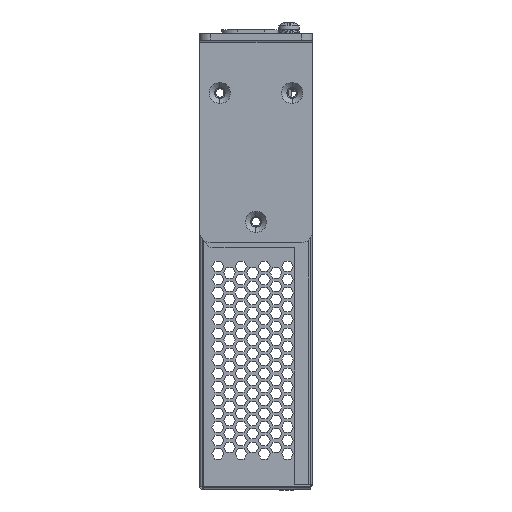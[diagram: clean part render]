
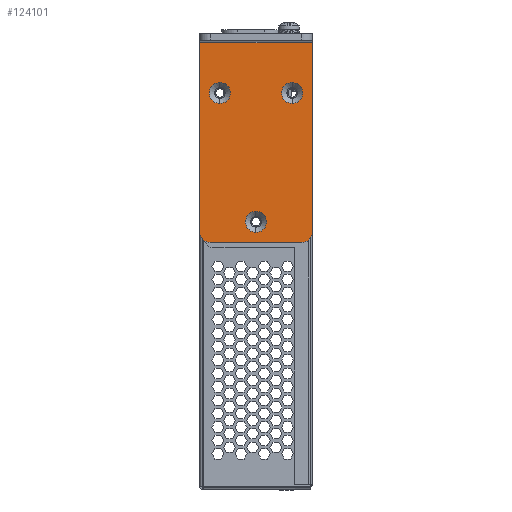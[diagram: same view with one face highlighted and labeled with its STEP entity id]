
A CAD part, left-side view. The second image highlights one B-rep face of the part: STEP entity #124101.
In plain terms, the highlighted face is planar.
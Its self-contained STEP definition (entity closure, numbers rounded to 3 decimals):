
#94 = DIRECTION ( 'NONE',  ( 0., 0., 1. ) ) ;
#382 = ORIENTED_EDGE ( 'NONE', *, *, #80600, .F. ) ;
#924 = CARTESIAN_POINT ( 'NONE',  ( 2.5, 7.8, -18.9 ) ) ;
#6123 = AXIS2_PLACEMENT_3D ( 'NONE', #35192, #17853, #141420 ) ;
#7097 = AXIS2_PLACEMENT_3D ( 'NONE', #87861, #158242, #94 ) ;
#16467 = VERTEX_POINT ( 'NONE', #154416 ) ;
#17049 = CIRCLE ( 'NONE', #138879, 4.1 ) ;
#17853 = DIRECTION ( 'NONE',  ( -1., 0., 0. ) ) ;
#19555 = CIRCLE ( 'NONE', #181749, 4.1 ) ;
#19638 = ORIENTED_EDGE ( 'NONE', *, *, #85872, .T. ) ;
#20324 = VERTEX_POINT ( 'NONE', #28470 ) ;
#22601 = DIRECTION ( 'NONE',  ( -1., 0., 0. ) ) ;
#28134 = CARTESIAN_POINT ( 'NONE',  ( 2.5, 0., -77. ) ) ;
#28381 = FACE_BOUND ( 'NONE', #197174, .T. ) ;
#28470 = CARTESIAN_POINT ( 'NONE',  ( 2.5, 39.6, -81. ) ) ;
#33004 = CIRCLE ( 'NONE', #7097, 4.1 ) ;
#35192 = CARTESIAN_POINT ( 'NONE',  ( 2.5, 21.8, -73. ) ) ;
#47289 = VECTOR ( 'NONE', #60886, 1000. ) ;
#47540 = CARTESIAN_POINT ( 'NONE',  ( 2.5, 7.8, -27.1 ) ) ;
#50345 = FACE_BOUND ( 'NONE', #132543, .T. ) ;
#55031 = DIRECTION ( 'NONE',  ( 0., 0., 1. ) ) ;
#56444 = DIRECTION ( 'NONE',  ( -1., 0., 0. ) ) ;
#56676 = VERTEX_POINT ( 'NONE', #222658 ) ;
#57506 = CARTESIAN_POINT ( 'NONE',  ( 2.5, 21.8, -73. ) ) ;
#60886 = DIRECTION ( 'NONE',  ( 0., 0., -1. ) ) ;
#64187 = FACE_OUTER_BOUND ( 'NONE', #110811, .T. ) ;
#65872 = DIRECTION ( 'NONE',  ( 0., -1., 0. ) ) ;
#66484 = PLANE ( 'NONE',  #177145 ) ;
#68389 = VECTOR ( 'NONE', #65872, 1000. ) ;
#74577 = LINE ( 'NONE', #159998, #95849 ) ;
#76179 = AXIS2_PLACEMENT_3D ( 'NONE', #157920, #228323, #168988 ) ;
#76234 = EDGE_CURVE ( 'NONE', #20324, #223234, #98210, .T. ) ;
#77013 = DIRECTION ( 'NONE',  ( 0., 0., 1. ) ) ;
#78218 = CARTESIAN_POINT ( 'NONE',  ( 2.5, 43.6, 0. ) ) ;
#79803 = CIRCLE ( 'NONE', #6123, 4.1 ) ;
#80600 = EDGE_CURVE ( 'NONE', #20324, #84063, #223969, .T. ) ;
#83798 = DIRECTION ( 'NONE',  ( -1., 0., 0. ) ) ;
#84063 = VERTEX_POINT ( 'NONE', #165648 ) ;
#84497 = EDGE_CURVE ( 'NONE', #191118, #56676, #150555, .T. ) ;
#84579 = EDGE_CURVE ( 'NONE', #141380, #223234, #184374, .T. ) ;
#84911 = DIRECTION ( 'NONE',  ( -1., 0., 0. ) ) ;
#85872 = EDGE_CURVE ( 'NONE', #141380, #16467, #74577, .T. ) ;
#87327 = DIRECTION ( 'NONE',  ( 0., -1., 0. ) ) ;
#87861 = CARTESIAN_POINT ( 'NONE',  ( 2.5, 7.8, -23. ) ) ;
#88245 = EDGE_CURVE ( 'NONE', #212440, #90937, #207547, .T. ) ;
#90937 = VERTEX_POINT ( 'NONE', #112754 ) ;
#91046 = CARTESIAN_POINT ( 'NONE',  ( 2.5, 35.8, -23. ) ) ;
#94173 = AXIS2_PLACEMENT_3D ( 'NONE', #165844, #109364, #77013 ) ;
#95518 = DIRECTION ( 'NONE',  ( 0., 0., 1. ) ) ;
#95849 = VECTOR ( 'NONE', #87327, 1000. ) ;
#98210 = CIRCLE ( 'NONE', #76179, 4. ) ;
#101179 = ORIENTED_EDGE ( 'NONE', *, *, #84497, .T. ) ;
#103258 = EDGE_CURVE ( 'NONE', #56676, #191118, #79803, .T. ) ;
#105660 = CARTESIAN_POINT ( 'NONE',  ( 2.5, 35.8, -23. ) ) ;
#109364 = DIRECTION ( 'NONE',  ( 1., 0., 0. ) ) ;
#110811 = EDGE_LOOP ( 'NONE', ( #151067, #166189, #382, #224795, #203387, #19638 ) ) ;
#112754 = CARTESIAN_POINT ( 'NONE',  ( 2.5, 35.8, -27.1 ) ) ;
#119419 = VERTEX_POINT ( 'NONE', #47540 ) ;
#124101 = ADVANCED_FACE ( 'NONE', ( #133452, #50345, #28381, #64187 ), #66484, .F. ) ;
#127935 = DIRECTION ( 'NONE',  ( -1., 0., 0. ) ) ;
#131512 = LINE ( 'NONE', #185706, #153534 ) ;
#132543 = EDGE_LOOP ( 'NONE', ( #163684, #151190 ) ) ;
#133039 = ORIENTED_EDGE ( 'NONE', *, *, #88245, .T. ) ;
#133452 = FACE_BOUND ( 'NONE', #224331, .T. ) ;
#138879 = AXIS2_PLACEMENT_3D ( 'NONE', #143882, #22601, #55031 ) ;
#141380 = VERTEX_POINT ( 'NONE', #159142 ) ;
#141420 = DIRECTION ( 'NONE',  ( 0., 0., 1. ) ) ;
#143882 = CARTESIAN_POINT ( 'NONE',  ( 2.5, 7.8, -23. ) ) ;
#145918 = EDGE_CURVE ( 'NONE', #90937, #212440, #19555, .T. ) ;
#148426 = EDGE_CURVE ( 'NONE', #119419, #182709, #17049, .T. ) ;
#150555 = CIRCLE ( 'NONE', #205750, 4.1 ) ;
#151067 = ORIENTED_EDGE ( 'NONE', *, *, #191463, .T. ) ;
#151190 = ORIENTED_EDGE ( 'NONE', *, *, #193603, .T. ) ;
#153534 = VECTOR ( 'NONE', #178071, 1000. ) ;
#154416 = CARTESIAN_POINT ( 'NONE',  ( 2.5, 0., -3.5 ) ) ;
#156949 = CARTESIAN_POINT ( 'NONE',  ( 2.5, 43.6, -81. ) ) ;
#157920 = CARTESIAN_POINT ( 'NONE',  ( 2.5, 39.6, -77. ) ) ;
#158242 = DIRECTION ( 'NONE',  ( -1., 0., 0. ) ) ;
#159142 = CARTESIAN_POINT ( 'NONE',  ( 2.5, 43.6, -3.5 ) ) ;
#159998 = CARTESIAN_POINT ( 'NONE',  ( 2.5, 43.6, -3.5 ) ) ;
#162117 = EDGE_CURVE ( 'NONE', #207003, #84063, #164363, .T. ) ;
#163684 = ORIENTED_EDGE ( 'NONE', *, *, #148426, .T. ) ;
#164363 = CIRCLE ( 'NONE', #94173, 4. ) ;
#165320 = ORIENTED_EDGE ( 'NONE', *, *, #103258, .T. ) ;
#165648 = CARTESIAN_POINT ( 'NONE',  ( 2.5, 4., -81. ) ) ;
#165844 = CARTESIAN_POINT ( 'NONE',  ( 2.5, 4., -77. ) ) ;
#166189 = ORIENTED_EDGE ( 'NONE', *, *, #162117, .T. ) ;
#168988 = DIRECTION ( 'NONE',  ( 0., 0., 1. ) ) ;
#177145 = AXIS2_PLACEMENT_3D ( 'NONE', #206136, #83798, #207278 ) ;
#178071 = DIRECTION ( 'NONE',  ( 0., 0., -1. ) ) ;
#181749 = AXIS2_PLACEMENT_3D ( 'NONE', #105660, #84911, #210640 ) ;
#182709 = VERTEX_POINT ( 'NONE', #924 ) ;
#182895 = CARTESIAN_POINT ( 'NONE',  ( 2.5, 21.8, -77.1 ) ) ;
#184374 = LINE ( 'NONE', #78218, #47289 ) ;
#185706 = CARTESIAN_POINT ( 'NONE',  ( 2.5, 0., 0. ) ) ;
#191118 = VERTEX_POINT ( 'NONE', #182895 ) ;
#191463 = EDGE_CURVE ( 'NONE', #16467, #207003, #131512, .T. ) ;
#192749 = AXIS2_PLACEMENT_3D ( 'NONE', #91046, #56444, #193811 ) ;
#193603 = EDGE_CURVE ( 'NONE', #182709, #119419, #33004, .T. ) ;
#193811 = DIRECTION ( 'NONE',  ( 0., 0., 1. ) ) ;
#197174 = EDGE_LOOP ( 'NONE', ( #227749, #133039 ) ) ;
#203387 = ORIENTED_EDGE ( 'NONE', *, *, #84579, .F. ) ;
#205750 = AXIS2_PLACEMENT_3D ( 'NONE', #57506, #127935, #95518 ) ;
#206136 = CARTESIAN_POINT ( 'NONE',  ( 2.5, 43.6, 0. ) ) ;
#207003 = VERTEX_POINT ( 'NONE', #28134 ) ;
#207278 = DIRECTION ( 'NONE',  ( 0., 0., 1. ) ) ;
#207547 = CIRCLE ( 'NONE', #192749, 4.1 ) ;
#210640 = DIRECTION ( 'NONE',  ( 0., 0., 1. ) ) ;
#212440 = VERTEX_POINT ( 'NONE', #212831 ) ;
#212831 = CARTESIAN_POINT ( 'NONE',  ( 2.5, 35.8, -18.9 ) ) ;
#222658 = CARTESIAN_POINT ( 'NONE',  ( 2.5, 21.8, -68.9 ) ) ;
#223234 = VERTEX_POINT ( 'NONE', #227921 ) ;
#223969 = LINE ( 'NONE', #156949, #68389 ) ;
#224331 = EDGE_LOOP ( 'NONE', ( #101179, #165320 ) ) ;
#224795 = ORIENTED_EDGE ( 'NONE', *, *, #76234, .T. ) ;
#227749 = ORIENTED_EDGE ( 'NONE', *, *, #145918, .T. ) ;
#227921 = CARTESIAN_POINT ( 'NONE',  ( 2.5, 43.6, -77. ) ) ;
#228323 = DIRECTION ( 'NONE',  ( 1., 0., 0. ) ) ;
